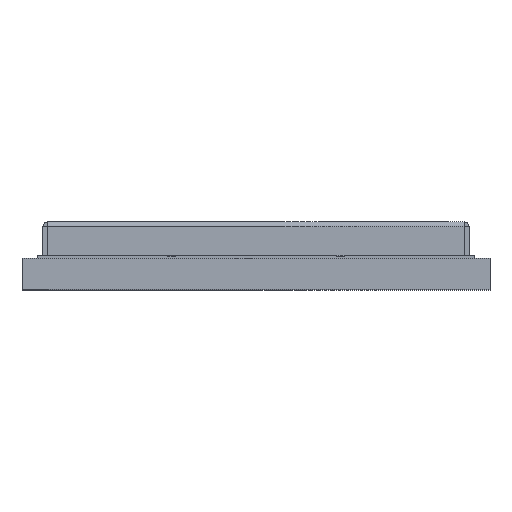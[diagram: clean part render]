
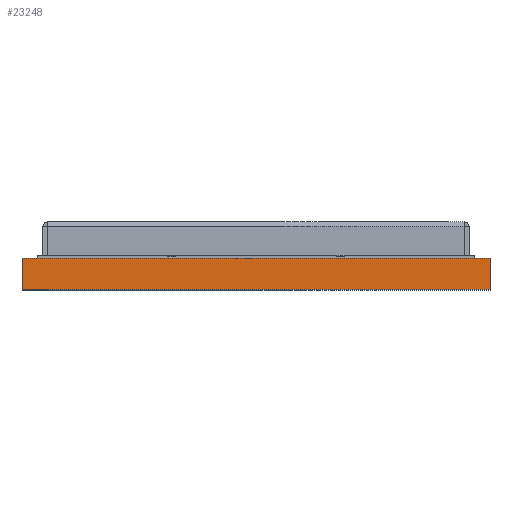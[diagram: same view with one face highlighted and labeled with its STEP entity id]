
A CAD part, top view. The second image highlights one B-rep face of the part: STEP entity #23248.
In plain terms, the highlighted planar face has unit normal (0, 0, 1).
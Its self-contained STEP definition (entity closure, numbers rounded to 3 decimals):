
#824 = LINE ( 'NONE', #25831, #37631 ) ;
#980 = CARTESIAN_POINT ( 'NONE',  ( -9., 1.2, 10. ) ) ;
#2176 = CARTESIAN_POINT ( 'NONE',  ( 9., 0., 10. ) ) ;
#2448 = LINE ( 'NONE', #2176, #33728 ) ;
#3941 = ORIENTED_EDGE ( 'NONE', *, *, #16093, .T. ) ;
#4096 = LINE ( 'NONE', #45084, #43570 ) ;
#5334 = EDGE_CURVE ( 'NONE', #24263, #8345, #4096, .T. ) ;
#8345 = VERTEX_POINT ( 'NONE', #51787 ) ;
#8948 = CARTESIAN_POINT ( 'NONE',  ( 9., 0., 10. ) ) ;
#9336 = ORIENTED_EDGE ( 'NONE', *, *, #50470, .F. ) ;
#16000 = DIRECTION ( 'NONE',  ( 0., 1., 0. ) ) ;
#16093 = EDGE_CURVE ( 'NONE', #19482, #8345, #824, .T. ) ;
#17434 = DIRECTION ( 'NONE',  ( 0., 0., 1. ) ) ;
#19482 = VERTEX_POINT ( 'NONE', #33476 ) ;
#23058 = ORIENTED_EDGE ( 'NONE', *, *, #24694, .T. ) ;
#23248 = ADVANCED_FACE ( 'NONE', ( #25995 ), #41923, .T. ) ;
#24263 = VERTEX_POINT ( 'NONE', #33835 ) ;
#24694 = EDGE_CURVE ( 'NONE', #31574, #19482, #48643, .T. ) ;
#24835 = CARTESIAN_POINT ( 'NONE',  ( 9., 0., 10. ) ) ;
#25831 = CARTESIAN_POINT ( 'NONE',  ( 9., 1.2, 10. ) ) ;
#25995 = FACE_OUTER_BOUND ( 'NONE', #42390, .T. ) ;
#31002 = DIRECTION ( 'NONE',  ( -1., 0., 0. ) ) ;
#31574 = VERTEX_POINT ( 'NONE', #8948 ) ;
#32694 = DIRECTION ( 'NONE',  ( 0., 1., 0. ) ) ;
#33476 = CARTESIAN_POINT ( 'NONE',  ( 9., 1.2, 10. ) ) ;
#33728 = VECTOR ( 'NONE', #31002, 1000. ) ;
#33835 = CARTESIAN_POINT ( 'NONE',  ( -9., 0., 10. ) ) ;
#34365 = DIRECTION ( 'NONE',  ( 0., -1., 0. ) ) ;
#36257 = AXIS2_PLACEMENT_3D ( 'NONE', #980, #17434, #34365 ) ;
#37631 = VECTOR ( 'NONE', #50725, 1000. ) ;
#41923 = PLANE ( 'NONE',  #36257 ) ;
#42390 = EDGE_LOOP ( 'NONE', ( #46970, #9336, #23058, #3941 ) ) ;
#43570 = VECTOR ( 'NONE', #16000, 1000. ) ;
#45084 = CARTESIAN_POINT ( 'NONE',  ( -9., 0., 10. ) ) ;
#46970 = ORIENTED_EDGE ( 'NONE', *, *, #5334, .F. ) ;
#48643 = LINE ( 'NONE', #24835, #50199 ) ;
#50199 = VECTOR ( 'NONE', #32694, 1000. ) ;
#50470 = EDGE_CURVE ( 'NONE', #31574, #24263, #2448, .T. ) ;
#50725 = DIRECTION ( 'NONE',  ( -1., 0., 0. ) ) ;
#51787 = CARTESIAN_POINT ( 'NONE',  ( -9., 1.2, 10. ) ) ;
